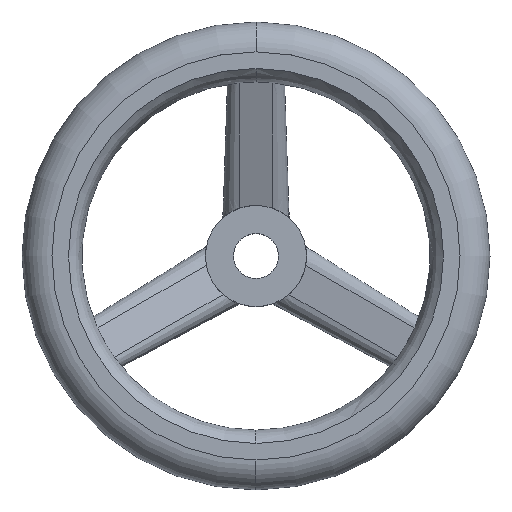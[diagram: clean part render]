
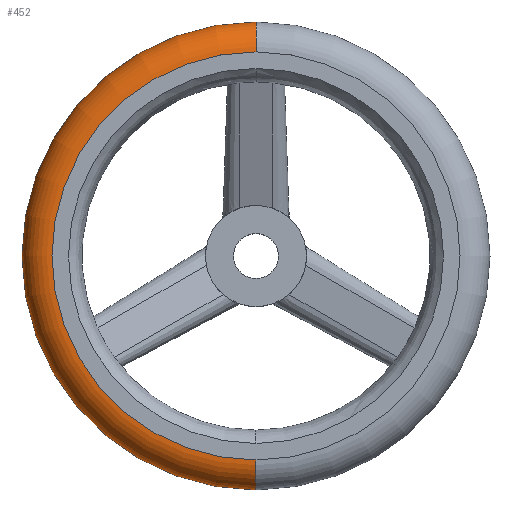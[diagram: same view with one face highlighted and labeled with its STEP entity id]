
A CAD part, top view. The second image highlights one B-rep face of the part: STEP entity #452.
In plain terms, the highlighted toroidal (fillet/blend) face has major radius 54.5 mm and minor radius 8 mm.
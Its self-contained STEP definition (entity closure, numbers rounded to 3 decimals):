
#342=EDGE_CURVE('',#402,#382,#757,.T.);
#382=VERTEX_POINT('',#798);
#396=VERTEX_POINT('',#814);
#402=VERTEX_POINT('',#820);
#452=ADVANCED_FACE('',(#877),#878,.T.);
#476=VERTEX_POINT('',#904);
#480=EDGE_CURVE('',#396,#476,#908,.T.);
#538=EDGE_CURVE('',#396,#382,#970,.T.);
#568=EDGE_CURVE('',#402,#476,#1002,.T.);
#757=CIRCLE('',#1357,54.5);
#798=CARTESIAN_POINT('',(0.,54.5,36.0));
#814=CARTESIAN_POINT('',(0.,62.5,28.0));
#820=CARTESIAN_POINT('',(0.,-54.5,36.0));
#877=FACE_OUTER_BOUND('',#1558,.T.);
#878=TOROIDAL_SURFACE('',#1559,54.5,8.);
#904=CARTESIAN_POINT('',(0.,-62.5,28.0));
#908=CIRCLE('',#1647,62.5);
#970=CIRCLE('',#1798,8.);
#1002=CIRCLE('',#1862,8.);
#1357=AXIS2_PLACEMENT_3D('',#2083,#2084,#2085);
#1558=EDGE_LOOP('',(#2229,#2230,#2231,#2232));
#1559=AXIS2_PLACEMENT_3D('',#2233,#2234,#2235);
#1647=AXIS2_PLACEMENT_3D('',#2250,#2251,#2252);
#1798=AXIS2_PLACEMENT_3D('',#2311,#2312,#2313);
#1862=AXIS2_PLACEMENT_3D('',#2353,#2354,#2355);
#2083=CARTESIAN_POINT('',(0.,0.,36.0));
#2084=DIRECTION('',(0.,0.,-1.0));
#2085=DIRECTION('',(0.,1.0,0.));
#2229=ORIENTED_EDGE('',*,*,#480,.T.);
#2230=ORIENTED_EDGE('',*,*,#568,.F.);
#2231=ORIENTED_EDGE('',*,*,#342,.T.);
#2232=ORIENTED_EDGE('',*,*,#538,.F.);
#2233=CARTESIAN_POINT('',(0.,0.,28.0));
#2234=DIRECTION('',(0.,0.,1.0));
#2235=DIRECTION('',(0.,1.0,0.0));
#2250=CARTESIAN_POINT('',(0.,0.,28.0));
#2251=DIRECTION('',(0.,0.,1.0));
#2252=DIRECTION('',(1.0,0.0,0.));
#2311=CARTESIAN_POINT('',(0.,54.5,28.0));
#2312=DIRECTION('',(1.0,0.,0.));
#2313=DIRECTION('',(0.,1.0,0.));
#2353=CARTESIAN_POINT('',(0.,-54.5,28.0));
#2354=DIRECTION('',(1.0,0.,0.));
#2355=DIRECTION('',(0.,-1.0,0.));
